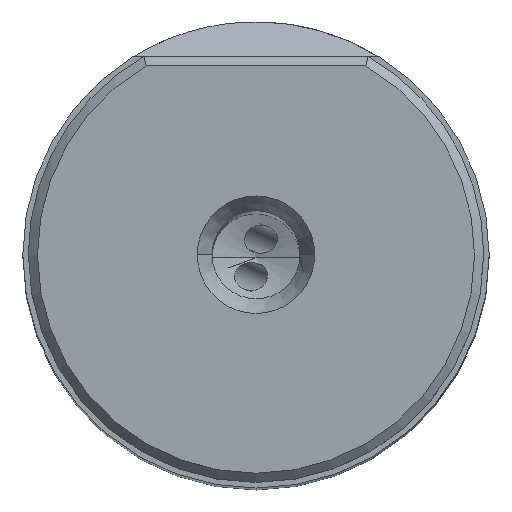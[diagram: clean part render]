
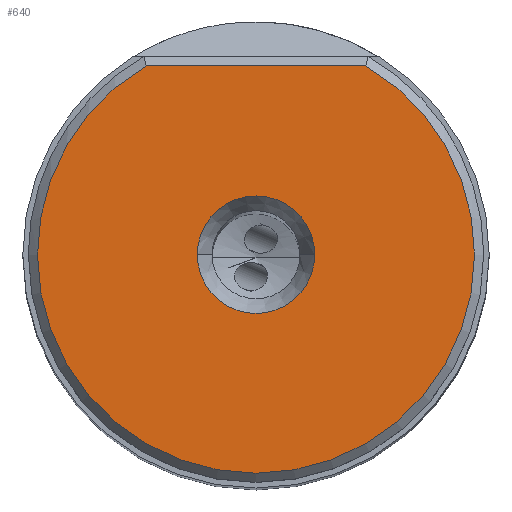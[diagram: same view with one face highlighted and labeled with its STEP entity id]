
A CAD part, top view. The second image highlights one B-rep face of the part: STEP entity #640.
In plain terms, the highlighted planar face has unit normal (0, 0, 1).
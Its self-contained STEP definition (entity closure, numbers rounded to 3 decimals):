
#99=FACE_BOUND('',#1308,.T.);
#100=FACE_BOUND('',#1309,.T.);
#149=PLANE('',#5674);
#640=ADVANCED_FACE('',(#99,#100),#149,.T.);
#1308=EDGE_LOOP('',(#2100,#2101));
#1309=EDGE_LOOP('',(#2102,#2103,#2104));
#1590=CIRCLE('',#5668,4.);
#1591=CIRCLE('',#5670,4.);
#1592=CIRCLE('',#5672,14.875);
#1593=CIRCLE('',#5673,14.875);
#2100=ORIENTED_EDGE('',*,*,#4342,.T.);
#2101=ORIENTED_EDGE('',*,*,#4344,.T.);
#2102=ORIENTED_EDGE('',*,*,#4345,.T.);
#2103=ORIENTED_EDGE('',*,*,#4346,.F.);
#2104=ORIENTED_EDGE('',*,*,#4347,.T.);
#3711=VERTEX_POINT('',#8342);
#3712=VERTEX_POINT('',#8344);
#3713=VERTEX_POINT('',#8350);
#3714=VERTEX_POINT('',#8351);
#3715=VERTEX_POINT('',#8353);
#4342=EDGE_CURVE('',#3712,#3711,#1590,.T.);
#4344=EDGE_CURVE('',#3711,#3712,#1591,.T.);
#4345=EDGE_CURVE('',#3713,#3714,#1592,.T.);
#4346=EDGE_CURVE('',#3715,#3714,#5093,.T.);
#4347=EDGE_CURVE('',#3715,#3713,#1593,.T.);
#5093=LINE('',#8352,#5308);
#5308=VECTOR('',#6430,1.);
#5668=AXIS2_PLACEMENT_3D('',#8343,#6419,#6420);
#5670=AXIS2_PLACEMENT_3D('',#8347,#6424,#6425);
#5672=AXIS2_PLACEMENT_3D('',#8349,#6428,#6429);
#5673=AXIS2_PLACEMENT_3D('',#8354,#6431,#6432);
#5674=AXIS2_PLACEMENT_3D('',#8355,#6433,#6434);
#6419=DIRECTION('',(0.,0.,-1.));
#6420=DIRECTION('',(-1.,0.,0.));
#6424=DIRECTION('',(0.,0.,-1.));
#6425=DIRECTION('',(1.,0.,0.));
#6428=DIRECTION('',(0.,0.,1.));
#6429=DIRECTION('',(0.,-1.,0.));
#6430=DIRECTION('',(1.,0.,0.));
#6431=DIRECTION('',(0.,0.,1.));
#6432=DIRECTION('',(-0.503,0.865,0.));
#6433=DIRECTION('',(0.,0.,1.));
#6434=DIRECTION('',(-1.,0.,0.));
#8342=CARTESIAN_POINT('',(4.,0.,42.863));
#8343=CARTESIAN_POINT('',(0.,0.,42.863));
#8344=CARTESIAN_POINT('',(-4.,0.,42.863));
#8347=CARTESIAN_POINT('',(0.,0.,42.863));
#8349=CARTESIAN_POINT('',(0.,0.,42.863));
#8350=CARTESIAN_POINT('',(0.,-14.875,42.863));
#8351=CARTESIAN_POINT('',(7.476,12.86,42.863));
#8352=CARTESIAN_POINT('',(-7.476,12.86,42.863));
#8353=CARTESIAN_POINT('',(-7.476,12.86,42.863));
#8354=CARTESIAN_POINT('',(0.,0.,42.863));
#8355=CARTESIAN_POINT('',(0.,-1.008,42.863));
